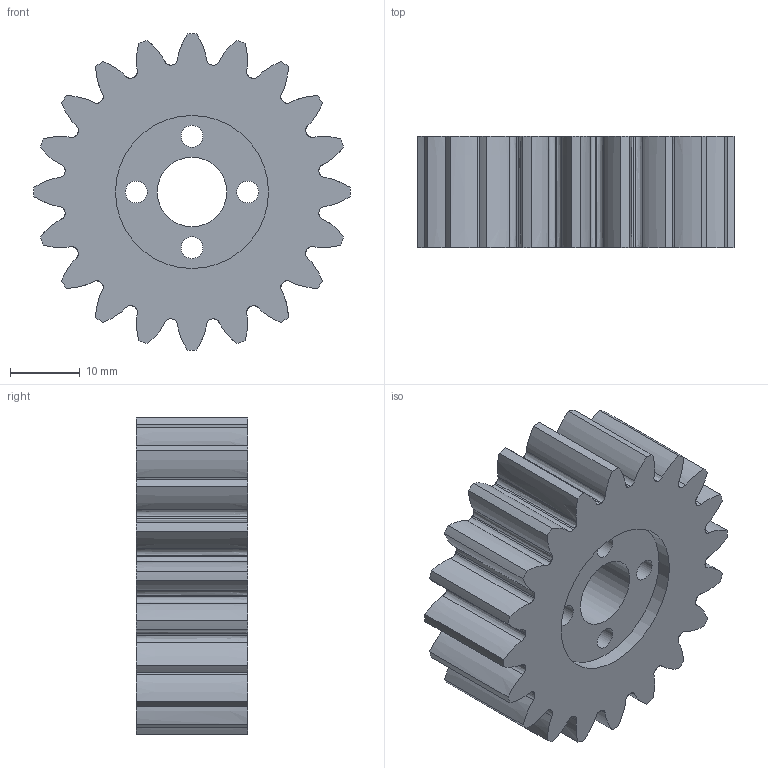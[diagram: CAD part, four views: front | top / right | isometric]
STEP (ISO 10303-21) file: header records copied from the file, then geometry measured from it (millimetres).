
FILE_DESCRIPTION(('STEP AP203'), '1');
FILE_NAME('??????????_???_??????', '', ('UNSPECIFIED'), ('UNSPECIFIED'), 'C3D Converter', 'C3D Toolkit', '');
FILE_SCHEMA(('CONFIG_CONTROL_DESIGN'));
Length unit declared in the file: millimetre
Bounding box: 45.49 x 16 x 45.49 mm (x, y, z)
Volume: 19160.7 mm3; surface area: 7459.6 mm2
Topology: 1 solids, 1 shells, 157 faces, 450 edges, 300 vertices
Faces by surface type: extrusion 80, cylinder 46, plane 31
Full cylindrical faces by diameter (mm): 3.15 x4, 10 x1, 22 x1
Entity records: 7946 total; most frequent: CARTESIAN_POINT 4022, ORIENTED_EDGE 888, DIRECTION 612, EDGE_CURVE 444, VERTEX_POINT 300, VECTOR 272, B_SPLINE_CURVE_WITH_KNOTS 240, LINE 192
